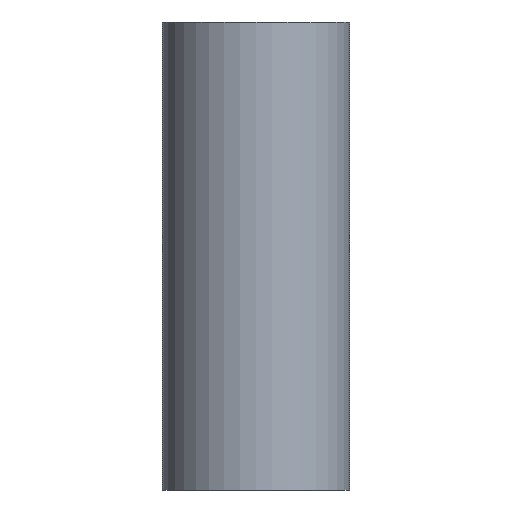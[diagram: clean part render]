
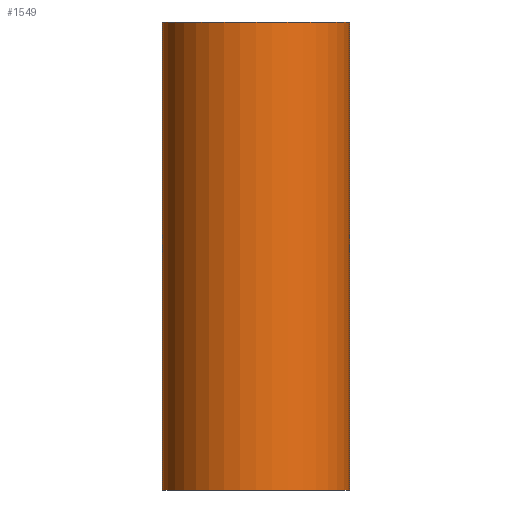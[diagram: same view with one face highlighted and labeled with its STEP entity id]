
A CAD part, front view. The second image highlights one B-rep face of the part: STEP entity #1549.
In plain terms, the highlighted cylindrical face has radius 31.75 mm (diameter 63.5 mm), a partial arc.
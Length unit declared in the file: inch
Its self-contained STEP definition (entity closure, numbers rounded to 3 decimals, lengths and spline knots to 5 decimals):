
#20 = DIRECTION ( 'NONE',  ( 0., 0., -1. ) ) ;
#29 = ORIENTED_EDGE ( 'NONE', *, *, #1030, .F. ) ;
#118 = EDGE_CURVE ( 'NONE', #1061, #914, #1525, .T. ) ;
#182 = CARTESIAN_POINT ( 'NONE',  ( 1.25, 0., -3.12598 ) ) ;
#187 = CARTESIAN_POINT ( 'NONE',  ( -1.25, 0., 3.12598 ) ) ;
#256 = AXIS2_PLACEMENT_3D ( 'NONE', #397, #20, #1532 ) ;
#353 = CYLINDRICAL_SURFACE ( 'NONE', #256, 1.25 ) ;
#397 = CARTESIAN_POINT ( 'NONE',  ( 0., 0., 3.12598 ) ) ;
#430 = AXIS2_PLACEMENT_3D ( 'NONE', #1597, #837, #447 ) ;
#447 = DIRECTION ( 'NONE',  ( 1., 0., 0. ) ) ;
#552 = EDGE_LOOP ( 'NONE', ( #1264, #29, #1027, #1140 ) ) ;
#569 = EDGE_CURVE ( 'NONE', #773, #1289, #1039, .T. ) ;
#587 = CARTESIAN_POINT ( 'NONE',  ( -1.25, 0., 3.12598 ) ) ;
#710 = VECTOR ( 'NONE', #1623, 39.37008 ) ;
#773 = VERTEX_POINT ( 'NONE', #187 ) ;
#787 = DIRECTION ( 'NONE',  ( 1., 0., 0. ) ) ;
#837 = DIRECTION ( 'NONE',  ( 0., 0., 1. ) ) ;
#914 = VERTEX_POINT ( 'NONE', #182 ) ;
#993 = CIRCLE ( 'NONE', #430, 1.25 ) ;
#1027 = ORIENTED_EDGE ( 'NONE', *, *, #569, .T. ) ;
#1030 = EDGE_CURVE ( 'NONE', #773, #1061, #993, .T. ) ;
#1039 = LINE ( 'NONE', #587, #1343 ) ;
#1040 = DIRECTION ( 'NONE',  ( 0., 0., 1. ) ) ;
#1061 = VERTEX_POINT ( 'NONE', #1184 ) ;
#1078 = DIRECTION ( 'NONE',  ( 0., 0., -1. ) ) ;
#1106 = FACE_OUTER_BOUND ( 'NONE', #552, .T. ) ;
#1140 = ORIENTED_EDGE ( 'NONE', *, *, #1632, .T. ) ;
#1179 = CIRCLE ( 'NONE', #1323, 1.25 ) ;
#1184 = CARTESIAN_POINT ( 'NONE',  ( 1.25, 0., 3.12598 ) ) ;
#1264 = ORIENTED_EDGE ( 'NONE', *, *, #118, .F. ) ;
#1289 = VERTEX_POINT ( 'NONE', #1318 ) ;
#1318 = CARTESIAN_POINT ( 'NONE',  ( -1.25, 0., -3.12598 ) ) ;
#1323 = AXIS2_PLACEMENT_3D ( 'NONE', #1406, #1040, #787 ) ;
#1343 = VECTOR ( 'NONE', #1078, 39.37008 ) ;
#1406 = CARTESIAN_POINT ( 'NONE',  ( 0., 0., -3.12598 ) ) ;
#1525 = LINE ( 'NONE', #1633, #710 ) ;
#1532 = DIRECTION ( 'NONE',  ( -1., 0., 0. ) ) ;
#1549 = ADVANCED_FACE ( 'NONE', ( #1106 ), #353, .T. ) ;
#1597 = CARTESIAN_POINT ( 'NONE',  ( 0., 0., 3.12598 ) ) ;
#1623 = DIRECTION ( 'NONE',  ( 0., 0., -1. ) ) ;
#1632 = EDGE_CURVE ( 'NONE', #1289, #914, #1179, .T. ) ;
#1633 = CARTESIAN_POINT ( 'NONE',  ( 1.25, 0., 3.12598 ) ) ;
